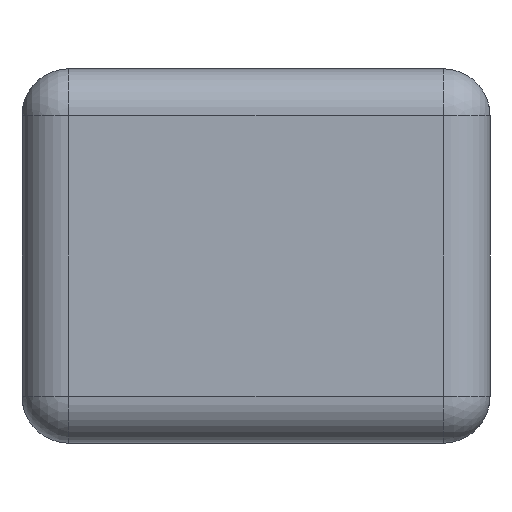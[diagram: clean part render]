
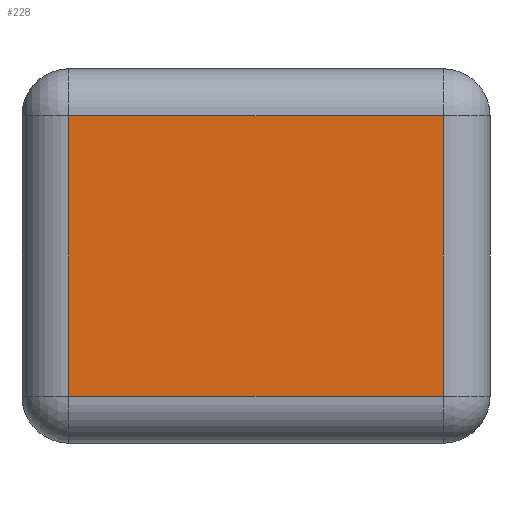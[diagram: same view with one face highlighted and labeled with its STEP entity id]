
A CAD part, left-side view. The second image highlights one B-rep face of the part: STEP entity #228.
In plain terms, the highlighted planar face has unit normal (-1, 0, 0).
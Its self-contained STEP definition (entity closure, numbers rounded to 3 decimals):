
#11 = DIRECTION ( 'NONE',  ( 1., 0., 0. ) ) ;
#87 = LINE ( 'NONE', #508, #794 ) ;
#125 = VECTOR ( 'NONE', #153, 1000. ) ;
#153 = DIRECTION ( 'NONE',  ( 0., 0., 1. ) ) ;
#155 = DIRECTION ( 'NONE',  ( 0., -1., 0. ) ) ;
#174 = VECTOR ( 'NONE', #383, 1000. ) ;
#228 = ADVANCED_FACE ( 'NONE', ( #315 ), #252, .F. ) ;
#235 = DIRECTION ( 'NONE',  ( 0., 0., -1. ) ) ;
#249 = AXIS2_PLACEMENT_3D ( 'NONE', #769, #11, #506 ) ;
#252 = PLANE ( 'NONE',  #249 ) ;
#309 = VERTEX_POINT ( 'NONE', #828 ) ;
#315 = FACE_OUTER_BOUND ( 'NONE', #849, .T. ) ;
#354 = EDGE_CURVE ( 'NONE', #462, #814, #673, .T. ) ;
#367 = EDGE_CURVE ( 'NONE', #309, #848, #587, .T. ) ;
#383 = DIRECTION ( 'NONE',  ( 0., 1., 0. ) ) ;
#420 = CARTESIAN_POINT ( 'NONE',  ( -25., -20., 35. ) ) ;
#426 = LINE ( 'NONE', #525, #174 ) ;
#451 = EDGE_CURVE ( 'NONE', #848, #462, #87, .T. ) ;
#462 = VERTEX_POINT ( 'NONE', #761 ) ;
#492 = VECTOR ( 'NONE', #235, 1000. ) ;
#506 = DIRECTION ( 'NONE',  ( 0., 1., 0. ) ) ;
#508 = CARTESIAN_POINT ( 'NONE',  ( -25., -25., 5. ) ) ;
#515 = EDGE_CURVE ( 'NONE', #814, #309, #426, .T. ) ;
#525 = CARTESIAN_POINT ( 'NONE',  ( -25., -25., 35. ) ) ;
#587 = LINE ( 'NONE', #652, #492 ) ;
#652 = CARTESIAN_POINT ( 'NONE',  ( -25., 20., 40. ) ) ;
#673 = LINE ( 'NONE', #833, #125 ) ;
#704 = ORIENTED_EDGE ( 'NONE', *, *, #515, .T. ) ;
#737 = CARTESIAN_POINT ( 'NONE',  ( -25., 20., 5. ) ) ;
#761 = CARTESIAN_POINT ( 'NONE',  ( -25., -20., 5. ) ) ;
#769 = CARTESIAN_POINT ( 'NONE',  ( -25., -25., 40. ) ) ;
#787 = ORIENTED_EDGE ( 'NONE', *, *, #354, .T. ) ;
#794 = VECTOR ( 'NONE', #155, 1000. ) ;
#796 = ORIENTED_EDGE ( 'NONE', *, *, #451, .T. ) ;
#814 = VERTEX_POINT ( 'NONE', #420 ) ;
#828 = CARTESIAN_POINT ( 'NONE',  ( -25., 20., 35. ) ) ;
#833 = CARTESIAN_POINT ( 'NONE',  ( -25., -20., 40. ) ) ;
#838 = ORIENTED_EDGE ( 'NONE', *, *, #367, .T. ) ;
#848 = VERTEX_POINT ( 'NONE', #737 ) ;
#849 = EDGE_LOOP ( 'NONE', ( #704, #838, #796, #787 ) ) ;
